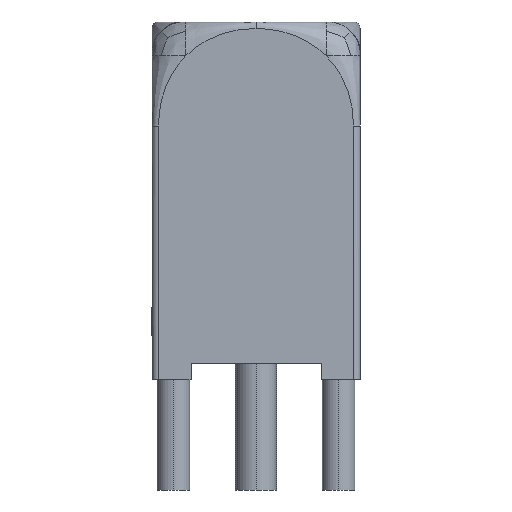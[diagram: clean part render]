
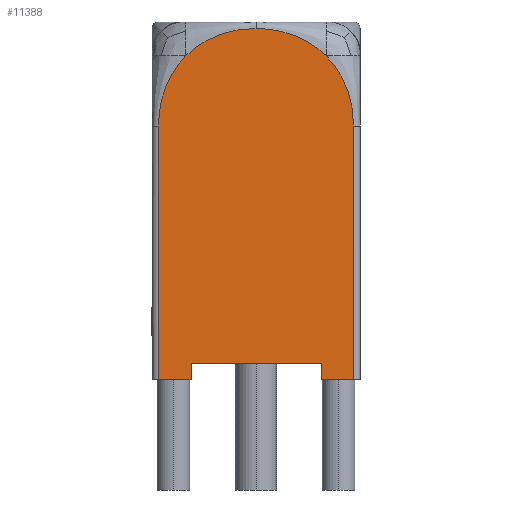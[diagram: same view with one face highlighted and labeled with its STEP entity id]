
A CAD part, left-side view. The second image highlights one B-rep face of the part: STEP entity #11388.
In plain terms, the highlighted planar face has unit normal (-1, 0, 0).
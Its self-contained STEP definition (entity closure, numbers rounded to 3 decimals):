
#224 = ORIENTED_EDGE ( 'NONE', *, *, #17366, .F. ) ;
#255 = LINE ( 'NONE', #7534, #15594 ) ;
#268 = CARTESIAN_POINT ( 'NONE',  ( -3.2, 3.2, 0. ) ) ;
#348 = EDGE_CURVE ( 'NONE', #14744, #15876, #17086, .T. ) ;
#676 = CARTESIAN_POINT ( 'NONE',  ( -3.2, -3., 0. ) ) ;
#790 = ORIENTED_EDGE ( 'NONE', *, *, #6632, .T. ) ;
#1002 = CARTESIAN_POINT ( 'NONE',  ( -3.2, 2.293, 9.825 ) ) ;
#1010 = CARTESIAN_POINT ( 'NONE',  ( -3.2, -2.972, 8.33 ) ) ;
#1169 = B_SPLINE_CURVE_WITH_KNOTS ( 'NONE', 3,
 ( #12498, #12313, #1010, #6965, #5363, #11066, #12394, #16790, #10883, #16873 ),
 .UNSPECIFIED., .F., .F.,
 ( 4, 1, 1, 2, 2, 4 ),
 ( 0., 0.25, 0.375, 0.437, 0.5, 1. ),
 .UNSPECIFIED. ) ;
#1351 = VERTEX_POINT ( 'NONE', #12554 ) ;
#2083 = CARTESIAN_POINT ( 'NONE',  ( -3.2, 0., 10.8 ) ) ;
#2120 = ORIENTED_EDGE ( 'NONE', *, *, #11268, .T. ) ;
#2714 = ORIENTED_EDGE ( 'NONE', *, *, #4518, .T. ) ;
#2715 = DIRECTION ( 'NONE',  ( 0., -1., 0. ) ) ;
#3392 = ORIENTED_EDGE ( 'NONE', *, *, #15607, .F. ) ;
#3432 = DIRECTION ( 'NONE',  ( 0., 0., -1. ) ) ;
#3617 = CARTESIAN_POINT ( 'NONE',  ( -3.2, 3., 0. ) ) ;
#3680 = CARTESIAN_POINT ( 'NONE',  ( -3.2, 0.217, 10.8 ) ) ;
#3760 = VECTOR ( 'NONE', #15330, 1000. ) ;
#3849 = CARTESIAN_POINT ( 'NONE',  ( -3.2, 3.2, 11. ) ) ;
#3867 = CARTESIAN_POINT ( 'NONE',  ( -3.2, 1.165, 10.596 ) ) ;
#4165 = EDGE_CURVE ( 'NONE', #13206, #15328, #9046, .T. ) ;
#4285 = CARTESIAN_POINT ( 'NONE',  ( -3.2, 2.701, 9.188 ) ) ;
#4436 = VERTEX_POINT ( 'NONE', #8607 ) ;
#4478 = CARTESIAN_POINT ( 'NONE',  ( -3.2, 2.639, 9.318 ) ) ;
#4518 = EDGE_CURVE ( 'NONE', #8672, #1351, #9231, .T. ) ;
#4589 = CARTESIAN_POINT ( 'NONE',  ( -3.2, 0., 10.8 ) ) ;
#4935 = CARTESIAN_POINT ( 'NONE',  ( -3.2, 1.021, 10.646 ) ) ;
#5120 = CARTESIAN_POINT ( 'NONE',  ( -3.2, 0.877, 10.691 ) ) ;
#5154 = VERTEX_POINT ( 'NONE', #8800 ) ;
#5363 = CARTESIAN_POINT ( 'NONE',  ( -3.2, -2.846, 8.821 ) ) ;
#5390 = ORIENTED_EDGE ( 'NONE', *, *, #348, .T. ) ;
#5485 = CARTESIAN_POINT ( 'NONE',  ( -3.2, -1.805, 10.272 ) ) ;
#5661 = CARTESIAN_POINT ( 'NONE',  ( -3.2, 3., 7.8 ) ) ;
#5730 = CARTESIAN_POINT ( 'NONE',  ( -3.2, 2.159, 9.959 ) ) ;
#5957 = VERTEX_POINT ( 'NONE', #4589 ) ;
#6089 = CARTESIAN_POINT ( 'NONE',  ( -3.2, 2.741, 9.1 ) ) ;
#6435 = CARTESIAN_POINT ( 'NONE',  ( -3.2, 0.53, 10.772 ) ) ;
#6632 = EDGE_CURVE ( 'NONE', #7677, #5154, #8185, .T. ) ;
#6693 = EDGE_CURVE ( 'NONE', #1351, #4436, #1169, .T. ) ;
#6965 = CARTESIAN_POINT ( 'NONE',  ( -3.2, -2.891, 8.677 ) ) ;
#7457 = LINE ( 'NONE', #16131, #13085 ) ;
#7534 = CARTESIAN_POINT ( 'NONE',  ( -3.2, 3., 11. ) ) ;
#7677 = VERTEX_POINT ( 'NONE', #10388 ) ;
#8185 = LINE ( 'NONE', #15241, #10904 ) ;
#8359 = EDGE_CURVE ( 'NONE', #15328, #14744, #255, .T. ) ;
#8495 = CARTESIAN_POINT ( 'NONE',  ( -3.2, -1.518, 10.439 ) ) ;
#8607 = CARTESIAN_POINT ( 'NONE',  ( -3.2, -2.159, 9.959 ) ) ;
#8672 = VERTEX_POINT ( 'NONE', #676 ) ;
#8800 = CARTESIAN_POINT ( 'NONE',  ( -3.2, -2., 0. ) ) ;
#9046 = B_SPLINE_CURVE_WITH_KNOTS ( 'NONE', 3,
 ( #5730, #1002, #10391, #4478, #4285, #6089, #17422, #17226, #13043, #11812 ),
 .UNSPECIFIED., .F., .F.,
 ( 4, 1, 1, 2, 2, 4 ),
 ( 0., 0.25, 0.375, 0.437, 0.5, 1. ),
 .UNSPECIFIED. ) ;
#9231 = LINE ( 'NONE', #13751, #3760 ) ;
#9304 = FACE_OUTER_BOUND ( 'NONE', #17486, .T. ) ;
#9326 = CARTESIAN_POINT ( 'NONE',  ( -3.2, 2.159, 9.959 ) ) ;
#9772 = ORIENTED_EDGE ( 'NONE', *, *, #4165, .T. ) ;
#9811 = CARTESIAN_POINT ( 'NONE',  ( -3.2, -1.388, 10.501 ) ) ;
#10086 = CARTESIAN_POINT ( 'NONE',  ( -3.2, -2.025, 10.093 ) ) ;
#10388 = CARTESIAN_POINT ( 'NONE',  ( -3.2, -2., 0.5 ) ) ;
#10391 = CARTESIAN_POINT ( 'NONE',  ( -3.2, 2.472, 9.605 ) ) ;
#10521 = DIRECTION ( 'NONE',  ( 0., -1., 0. ) ) ;
#10566 = LINE ( 'NONE', #10765, #16350 ) ;
#10738 = CARTESIAN_POINT ( 'NONE',  ( -3.2, 2.159, 9.959 ) ) ;
#10765 = CARTESIAN_POINT ( 'NONE',  ( -3.2, 2., 0.5 ) ) ;
#10883 = CARTESIAN_POINT ( 'NONE',  ( -3.2, -2.428, 9.69 ) ) ;
#10904 = VECTOR ( 'NONE', #13911, 1000. ) ;
#11004 = CARTESIAN_POINT ( 'NONE',  ( -3.2, 1.116, 10.614 ) ) ;
#11066 = CARTESIAN_POINT ( 'NONE',  ( -3.2, -2.814, 8.916 ) ) ;
#11268 = EDGE_CURVE ( 'NONE', #5154, #8672, #7457, .T. ) ;
#11388 = ADVANCED_FACE ( 'NONE', ( #9304 ), #18217, .F. ) ;
#11478 = B_SPLINE_CURVE_WITH_KNOTS ( 'NONE', 3,
 ( #14332, #10086, #5485, #8495, #9811, #15644, #14230, #14492, #17279, #15846 ),
 .UNSPECIFIED., .F., .F.,
 ( 4, 1, 1, 2, 2, 4 ),
 ( 0., 0.25, 0.375, 0.438, 0.5, 1. ),
 .UNSPECIFIED. ) ;
#11812 = CARTESIAN_POINT ( 'NONE',  ( -3.2, 3., 7.8 ) ) ;
#11902 = LINE ( 'NONE', #14631, #15741 ) ;
#11998 = EDGE_CURVE ( 'NONE', #4436, #5957, #11478, .T. ) ;
#12313 = CARTESIAN_POINT ( 'NONE',  ( -3.2, -3., 8.017 ) ) ;
#12336 = CARTESIAN_POINT ( 'NONE',  ( -3.2, 1.574, 10.435 ) ) ;
#12394 = CARTESIAN_POINT ( 'NONE',  ( -3.2, -2.796, 8.965 ) ) ;
#12428 = ORIENTED_EDGE ( 'NONE', *, *, #6693, .T. ) ;
#12498 = CARTESIAN_POINT ( 'NONE',  ( -3.2, -3., 7.8 ) ) ;
#12519 = VERTEX_POINT ( 'NONE', #14455 ) ;
#12554 = CARTESIAN_POINT ( 'NONE',  ( -3.2, -3., 7.8 ) ) ;
#13043 = CARTESIAN_POINT ( 'NONE',  ( -3.2, 3., 8.234 ) ) ;
#13085 = VECTOR ( 'NONE', #10521, 1000. ) ;
#13206 = VERTEX_POINT ( 'NONE', #9326 ) ;
#13406 = DIRECTION ( 'NONE',  ( 0., 1., 0. ) ) ;
#13751 = CARTESIAN_POINT ( 'NONE',  ( -3.2, -3., 11. ) ) ;
#13911 = DIRECTION ( 'NONE',  ( 0., 0., -1. ) ) ;
#13934 = B_SPLINE_CURVE_WITH_KNOTS ( 'NONE', 3,
 ( #2083, #3680, #6435, #5120, #4935, #11004, #3867, #12336, #18245, #10738 ),
 .UNSPECIFIED., .F., .F.,
 ( 4, 1, 1, 2, 2, 4 ),
 ( 0., 0.25, 0.375, 0.437, 0.5, 1. ),
 .UNSPECIFIED. ) ;
#14230 = CARTESIAN_POINT ( 'NONE',  ( -3.2, -1.257, 10.56 ) ) ;
#14332 = CARTESIAN_POINT ( 'NONE',  ( -3.2, -2.159, 9.959 ) ) ;
#14455 = CARTESIAN_POINT ( 'NONE',  ( -3.2, 2., 0.5 ) ) ;
#14475 = DIRECTION ( 'NONE',  ( 0., 0., -1. ) ) ;
#14492 = CARTESIAN_POINT ( 'NONE',  ( -3.2, -0.837, 10.726 ) ) ;
#14631 = CARTESIAN_POINT ( 'NONE',  ( -3.2, 0., 0.5 ) ) ;
#14744 = VERTEX_POINT ( 'NONE', #3617 ) ;
#15241 = CARTESIAN_POINT ( 'NONE',  ( -3.2, -2., 0.5 ) ) ;
#15328 = VERTEX_POINT ( 'NONE', #5661 ) ;
#15330 = DIRECTION ( 'NONE',  ( 0., 0., 1. ) ) ;
#15541 = ORIENTED_EDGE ( 'NONE', *, *, #11998, .T. ) ;
#15594 = VECTOR ( 'NONE', #14475, 1000. ) ;
#15607 = EDGE_CURVE ( 'NONE', #12519, #15876, #10566, .T. ) ;
#15644 = CARTESIAN_POINT ( 'NONE',  ( -3.2, -1.3, 10.541 ) ) ;
#15741 = VECTOR ( 'NONE', #13406, 1000. ) ;
#15846 = CARTESIAN_POINT ( 'NONE',  ( -3.2, 0., 10.8 ) ) ;
#15876 = VERTEX_POINT ( 'NONE', #17768 ) ;
#16131 = CARTESIAN_POINT ( 'NONE',  ( -3.2, 3.2, 0. ) ) ;
#16350 = VECTOR ( 'NONE', #3432, 1000. ) ;
#16694 = DIRECTION ( 'NONE',  ( 0., 1., 0. ) ) ;
#16790 = CARTESIAN_POINT ( 'NONE',  ( -3.2, -2.635, 9.374 ) ) ;
#16873 = CARTESIAN_POINT ( 'NONE',  ( -3.2, -2.159, 9.959 ) ) ;
#17086 = LINE ( 'NONE', #268, #18643 ) ;
#17226 = CARTESIAN_POINT ( 'NONE',  ( -3.2, 2.926, 8.637 ) ) ;
#17279 = CARTESIAN_POINT ( 'NONE',  ( -3.2, -0.434, 10.8 ) ) ;
#17366 = EDGE_CURVE ( 'NONE', #7677, #12519, #11902, .T. ) ;
#17422 = CARTESIAN_POINT ( 'NONE',  ( -3.2, 2.76, 9.057 ) ) ;
#17486 = EDGE_LOOP ( 'NONE', ( #2120, #2714, #12428, #15541, #17525, #9772, #18595, #5390, #3392, #224, #790 ) ) ;
#17525 = ORIENTED_EDGE ( 'NONE', *, *, #18513, .T. ) ;
#17768 = CARTESIAN_POINT ( 'NONE',  ( -3.2, 2., 0. ) ) ;
#17844 = DIRECTION ( 'NONE',  ( 1., 0., 0. ) ) ;
#18217 = PLANE ( 'NONE',  #18257 ) ;
#18245 = CARTESIAN_POINT ( 'NONE',  ( -3.2, 1.89, 10.228 ) ) ;
#18257 = AXIS2_PLACEMENT_3D ( 'NONE', #3849, #17844, #16694 ) ;
#18513 = EDGE_CURVE ( 'NONE', #5957, #13206, #13934, .T. ) ;
#18595 = ORIENTED_EDGE ( 'NONE', *, *, #8359, .T. ) ;
#18643 = VECTOR ( 'NONE', #2715, 1000. ) ;
